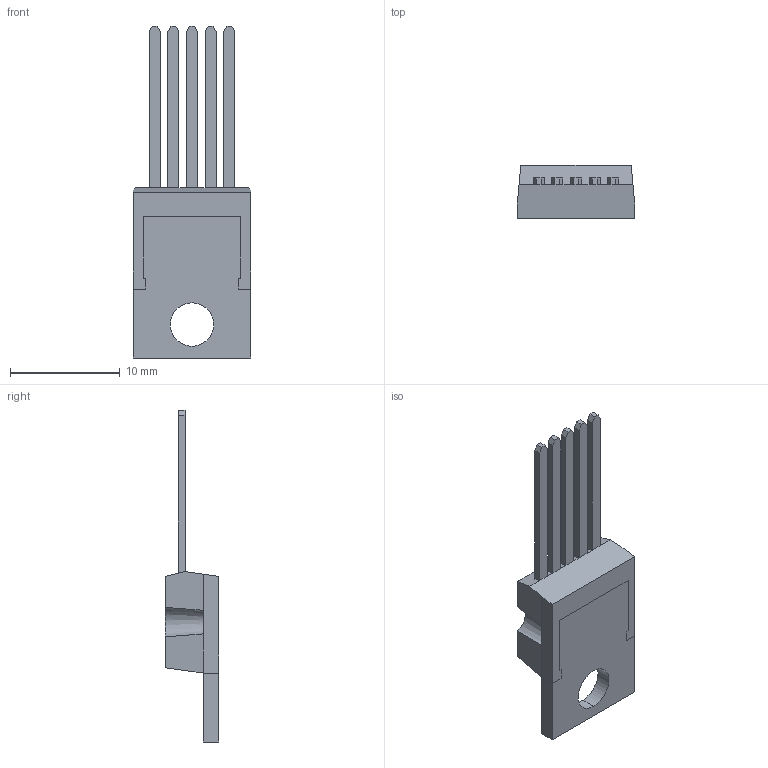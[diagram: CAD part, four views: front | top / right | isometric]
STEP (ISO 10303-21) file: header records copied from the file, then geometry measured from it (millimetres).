
FILE_DESCRIPTION (( 'STEP AP214' ), '1' );
FILE_NAME ('LM2577T-ADJ.STEP', '2021-11-19T10:55:08', ( '' ), ( '' ), 'SwSTEP 2.0', 'SolidWorks 2018', '' );
FILE_SCHEMA (( 'AUTOMOTIVE_DESIGN' ));
Length unit declared in the file: millimetre
Products named in the file (2): LM2577T-ADJ
Bounding box: 10.67 x 4.83 x 30.25 mm (x, y, z)
Volume: 556.3 mm3; surface area: 941.4 mm2
Topology: 2 solids, 2 shells, 76 faces, 206 edges, 130 vertices
Faces by surface type: plane 72, cylinder 2, cone 2
Entity records: 3236 total; most frequent: CARTESIAN_POINT 426, ORIENTED_EDGE 412, DIRECTION 370, EDGE_CURVE 206, LINE 190, VECTOR 190, VERTEX_POINT 130, AXIS2_PLACEMENT_3D 90
